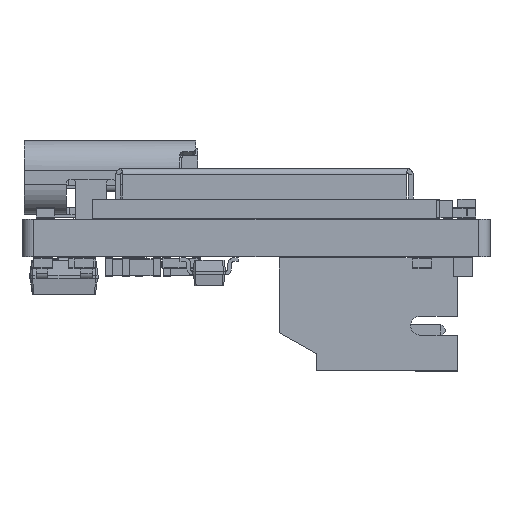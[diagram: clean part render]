
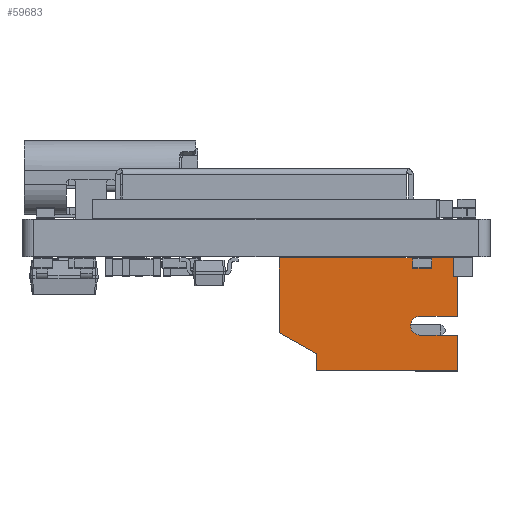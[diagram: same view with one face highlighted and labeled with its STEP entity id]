
A CAD part, front view. The second image highlights one B-rep face of the part: STEP entity #59683.
In plain terms, the highlighted face is planar.
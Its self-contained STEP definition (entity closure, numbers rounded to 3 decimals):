
#59647 = EDGE_CURVE('',#59648,#59650,#59652,.T.);
#59648 = VERTEX_POINT('',#59649);
#59649 = CARTESIAN_POINT('',(3.95,-4.65,2.5));
#59650 = VERTEX_POINT('',#59651);
#59651 = CARTESIAN_POINT('',(3.95,-6.25,2.5));
#59652 = LINE('',#59653,#59654);
#59653 = CARTESIAN_POINT('',(3.95,-4.65,2.5));
#59654 = VECTOR('',#59655,1.);
#59655 = DIRECTION('',(0.,-1.,0.));
#59683 = ADVANCED_FACE('',(#59684),#59758,.T.);
#59684 = FACE_BOUND('',#59685,.T.);
#59685 = EDGE_LOOP('',(#59686,#59694,#59702,#59710,#59718,#59726,#59734,
    #59742,#59750,#59757));
#59686 = ORIENTED_EDGE('',*,*,#59687,.F.);
#59687 = EDGE_CURVE('',#59688,#59650,#59690,.T.);
#59688 = VERTEX_POINT('',#59689);
#59689 = CARTESIAN_POINT('',(3.95,-6.25,0.));
#59690 = LINE('',#59691,#59692);
#59691 = CARTESIAN_POINT('',(3.95,-6.25,0.3));
#59692 = VECTOR('',#59693,1.);
#59693 = DIRECTION('',(0.,0.,1.));
#59694 = ORIENTED_EDGE('',*,*,#59695,.F.);
#59695 = EDGE_CURVE('',#59696,#59688,#59698,.T.);
#59696 = VERTEX_POINT('',#59697);
#59697 = CARTESIAN_POINT('',(3.95,1.35,0.));
#59698 = LINE('',#59699,#59700);
#59699 = CARTESIAN_POINT('',(3.95,1.35,0.));
#59700 = VECTOR('',#59701,1.);
#59701 = DIRECTION('',(0.,-1.,0.));
#59702 = ORIENTED_EDGE('',*,*,#59703,.F.);
#59703 = EDGE_CURVE('',#59704,#59696,#59706,.T.);
#59704 = VERTEX_POINT('',#59705);
#59705 = CARTESIAN_POINT('',(3.95,1.35,3.2));
#59706 = LINE('',#59707,#59708);
#59707 = CARTESIAN_POINT('',(3.95,1.35,3.2));
#59708 = VECTOR('',#59709,1.);
#59709 = DIRECTION('',(-0.,0.,-1.));
#59710 = ORIENTED_EDGE('',*,*,#59711,.F.);
#59711 = EDGE_CURVE('',#59712,#59704,#59714,.T.);
#59712 = VERTEX_POINT('',#59713);
#59713 = CARTESIAN_POINT('',(3.95,-0.25,4.1));
#59714 = LINE('',#59715,#59716);
#59715 = CARTESIAN_POINT('',(3.95,-0.25,4.1));
#59716 = VECTOR('',#59717,1.);
#59717 = DIRECTION('',(0.,0.872,-0.49
    ));
#59718 = ORIENTED_EDGE('',*,*,#59719,.T.);
#59719 = EDGE_CURVE('',#59712,#59720,#59722,.T.);
#59720 = VERTEX_POINT('',#59721);
#59721 = CARTESIAN_POINT('',(3.95,-0.25,4.8));
#59722 = LINE('',#59723,#59724);
#59723 = CARTESIAN_POINT('',(3.95,-0.25,0.3));
#59724 = VECTOR('',#59725,1.);
#59725 = DIRECTION('',(0.,0.,1.));
#59726 = ORIENTED_EDGE('',*,*,#59727,.T.);
#59727 = EDGE_CURVE('',#59720,#59728,#59730,.T.);
#59728 = VERTEX_POINT('',#59729);
#59729 = CARTESIAN_POINT('',(3.95,-6.25,4.8));
#59730 = LINE('',#59731,#59732);
#59731 = CARTESIAN_POINT('',(3.95,-0.25,4.8));
#59732 = VECTOR('',#59733,1.);
#59733 = DIRECTION('',(0.,-1.,0.));
#59734 = ORIENTED_EDGE('',*,*,#59735,.F.);
#59735 = EDGE_CURVE('',#59736,#59728,#59738,.T.);
#59736 = VERTEX_POINT('',#59737);
#59737 = CARTESIAN_POINT('',(3.95,-6.25,3.3));
#59738 = LINE('',#59739,#59740);
#59739 = CARTESIAN_POINT('',(3.95,-6.25,0.3));
#59740 = VECTOR('',#59741,1.);
#59741 = DIRECTION('',(0.,0.,1.));
#59742 = ORIENTED_EDGE('',*,*,#59743,.T.);
#59743 = EDGE_CURVE('',#59736,#59744,#59746,.T.);
#59744 = VERTEX_POINT('',#59745);
#59745 = CARTESIAN_POINT('',(3.95,-4.65,3.3));
#59746 = LINE('',#59747,#59748);
#59747 = CARTESIAN_POINT('',(3.95,-6.25,3.3));
#59748 = VECTOR('',#59749,1.);
#59749 = DIRECTION('',(0.,1.,0.));
#59750 = ORIENTED_EDGE('',*,*,#59751,.T.);
#59751 = EDGE_CURVE('',#59744,#59648,#59752,.T.);
#59752 = CIRCLE('',#59753,0.4);
#59753 = AXIS2_PLACEMENT_3D('',#59754,#59755,#59756);
#59754 = CARTESIAN_POINT('',(3.95,-4.65,2.9));
#59755 = DIRECTION('',(-1.,0.,0.));
#59756 = DIRECTION('',(0.,0.,1.));
#59757 = ORIENTED_EDGE('',*,*,#59647,.T.);
#59758 = PLANE('',#59759);
#59759 = AXIS2_PLACEMENT_3D('',#59760,#59761,#59762);
#59760 = CARTESIAN_POINT('',(3.95,-2.91,2.369));
#59761 = DIRECTION('',(1.,0.,0.));
#59762 = DIRECTION('',(0.,0.,-1.));
